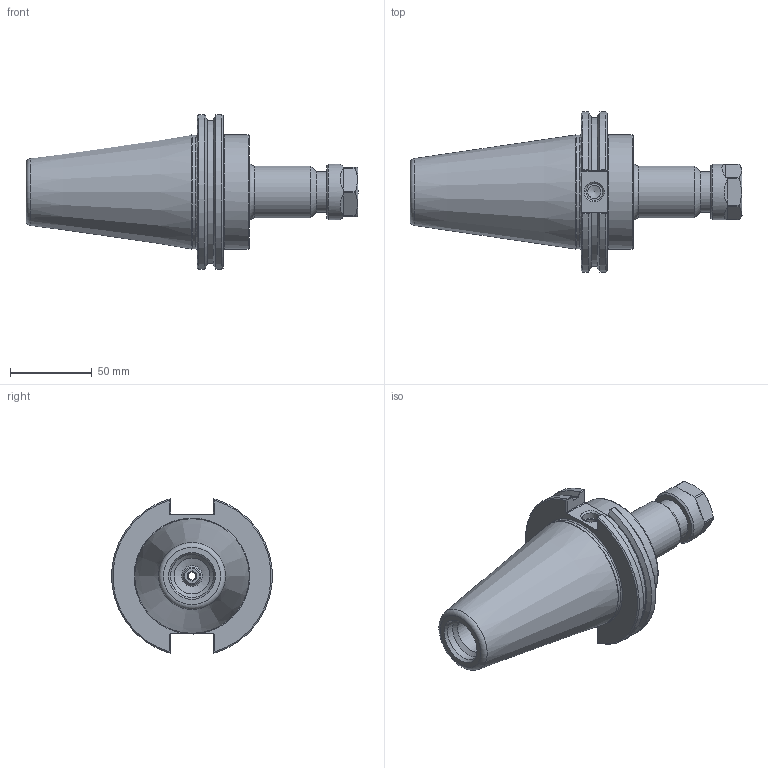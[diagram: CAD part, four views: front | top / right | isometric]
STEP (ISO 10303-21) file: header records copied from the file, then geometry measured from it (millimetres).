
FILE_DESCRIPTION(/* description */ ('ER COLLET CHUCK'),/* implementation_level */ '2;1');
FILE_NAME(/* name */ 'C50-20ERF400.stp',/* time_stamp */ '2017-01-23T09:36:54-05:00',/* author */ ('davhar'),/* organization */ (''),/* preprocessor_version */ 'ST-DEVELOPER v16.1',/* originating_system */ 'Autodesk Inventor 2016',/* authorisation */ '24.7 in^3');
FILE_SCHEMA (('AUTOMOTIVE_DESIGN { 1 0 10303 214 3 1 1 }'));
Length unit declared in the file: inch
Products named in the file (4): C50-20ER4-1; 20ERHN; BS-09; C50-20ERF400
Assembly tree (3 placements, depth 2):
  C50-20ERF400
    C50-20ER4-1
    20ERHN
    BS-09
Bounding box: 203.2 x 98.06 x 94.71 mm (x, y, z)
Volume: 414132.8 mm3; surface area: 61253.1 mm2
Topology: 3 solids, 3 shells, 152 faces, 381 edges, 240 vertices
Faces by surface type: plane 64, cylinder 39, cone 30, torus 11, bspline 8
Full cylindrical faces by diameter (mm): 7.137 x1, 8 x1, 10.135 x1, 10.719 x2, 12.751 x1, 14.097 x1, 14.478 x1, 15.494 x1, 21.971 x1, 23.5 x1, 25 x1, 26 x1, 26.365 x1, 31.75 x1, 34 x1, 69.342 x1, 69.85 x1
Entity records: 5308 total; most frequent: CARTESIAN_POINT 1835, DIRECTION 662, ORIENTED_EDGE 652, EDGE_CURVE 326, AXIS2_PLACEMENT_3D 267, VERTEX_POINT 230, EDGE_LOOP 208, FACE_OUTER_BOUND 152
